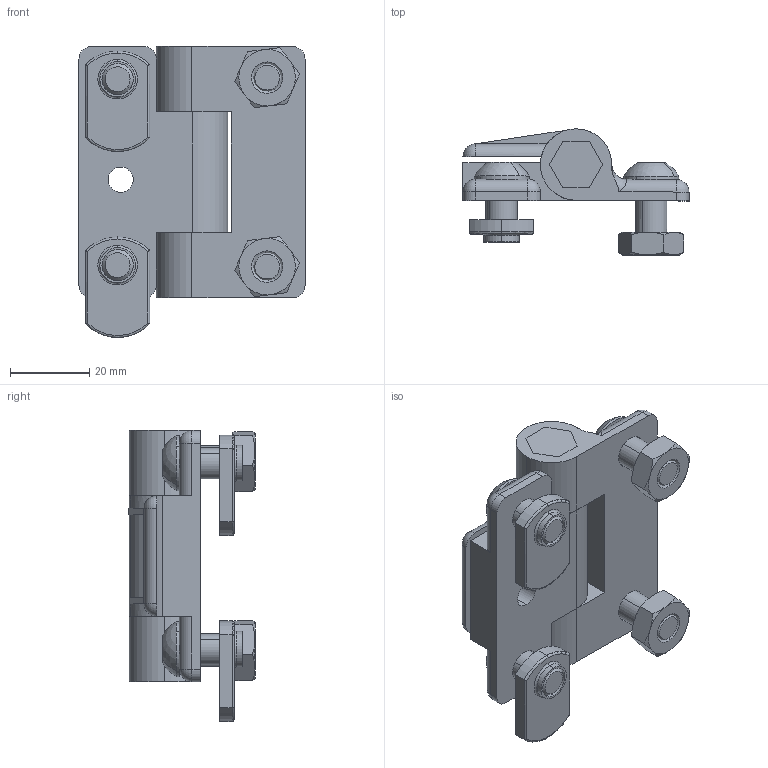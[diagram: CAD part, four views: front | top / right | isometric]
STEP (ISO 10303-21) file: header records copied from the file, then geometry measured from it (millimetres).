
FILE_DESCRIPTION (( 'STEP AP203' ), '1' );
FILE_NAME ('655077.SLDASM.step', '2003-10-13T11:35:05', ( 'Jerry Winters' ), ( 'GoEngineer' ), 'SwSTEP 2.0', 'SolidWorks 2003174', '' );
FILE_SCHEMA (( 'CONFIG_CONTROL_DESIGN' ));
Length unit declared in the file: inch
Products named in the file (13): 655077.SLDASM; 655077a; 655077pin; 655077b; 651195; 651053; Socket Button Head Cap Screw_AI_SBHCSCREW 0.3125-18x0.75-HX-C; 651078; Machine Screw Nut Hex_AI_MSHXNUT 0.3125-18-D-C; 651150; 651097; 651051; Socket Button Head Cap Screw_AI_SBHCSCREW 0.3125-18x0.625-HX-C
Assembly tree (14 placements, depth 4):
  655077.SLDASM
    651195  x2
      651053
        Socket Button Head Cap Screw_AI_SBHCSCREW 0.3125-18x0.75-HX-C
      651078
        Machine Screw Nut Hex_AI_MSHXNUT 0.3125-18-D-C
    651150  x2
      651097
      651051
        Socket Button Head Cap Screw_AI_SBHCSCREW 0.3125-18x0.625-HX-C
    655077a
    655077pin
    655077b
Bounding box: 57.12 x 31.9 x 73.53 mm (x, y, z)
Volume: 42001.3 mm3; surface area: 23390.6 mm2
Topology: 11 solids, 11 shells, 315 faces, 736 edges, 441 vertices
Faces by surface type: plane 145, cylinder 94, cone 48, sphere 16, torus 10, bspline 2
Entity records: 10598 total; most frequent: CARTESIAN_POINT 4004, DIRECTION 1140, ORIENTED_EDGE 1022, EDGE_CURVE 511, AXIS2_PLACEMENT_3D 429, VERTEX_POINT 316, LINE 282, VECTOR 282
